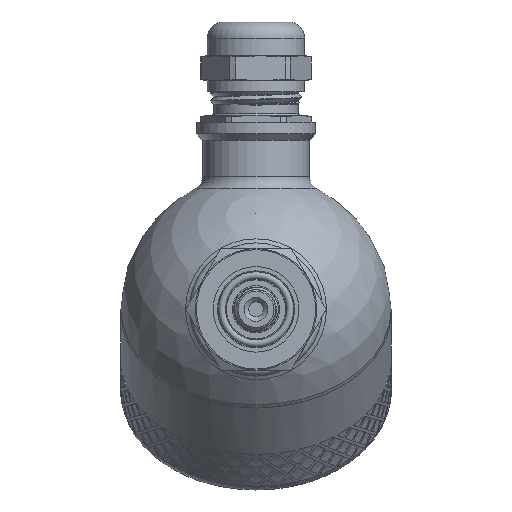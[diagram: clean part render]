
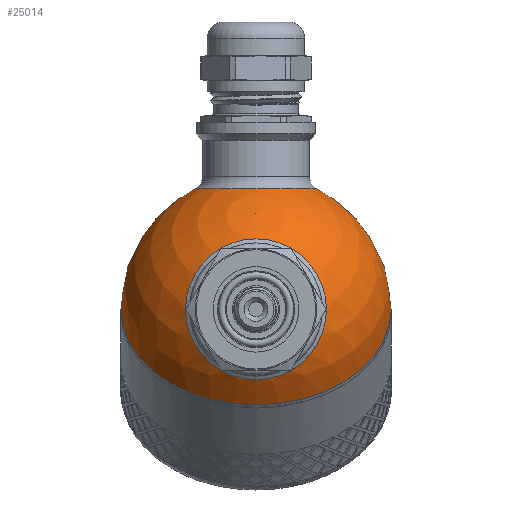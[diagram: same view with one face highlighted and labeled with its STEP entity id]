
A CAD part, left-side view. The second image highlights one B-rep face of the part: STEP entity #25014.
In plain terms, the highlighted spherical face has radius 30 mm.
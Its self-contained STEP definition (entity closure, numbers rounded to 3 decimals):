
#136=SPHERICAL_SURFACE('',#26626,30.);
#1113=FACE_BOUND('',#3735,.T.);
#1114=FACE_BOUND('',#3736,.T.);
#2090=FACE_OUTER_BOUND('',#3734,.T.);
#3734=EDGE_LOOP('',(#18091,#18092,#18093,#18094));
#3735=EDGE_LOOP('',(#18095));
#3736=EDGE_LOOP('',(#18096));
#5260=CIRCLE('',#26549,30.);
#5261=CIRCLE('',#26550,30.);
#5288=CIRCLE('',#26622,13.5);
#5291=CIRCLE('',#26627,30.);
#5292=CIRCLE('',#26628,15.643);
#9738=VERTEX_POINT('',#32902);
#9739=VERTEX_POINT('',#32904);
#10214=VERTEX_POINT('',#38966);
#10216=VERTEX_POINT('',#38973);
#10217=VERTEX_POINT('',#38975);
#12443=EDGE_CURVE('',#9738,#9739,#5260,.T.);
#12444=EDGE_CURVE('',#9739,#9738,#5261,.T.);
#13159=EDGE_CURVE('',#10214,#10214,#5288,.T.);
#13162=EDGE_CURVE('',#9739,#10216,#5291,.T.);
#13163=EDGE_CURVE('',#10217,#10217,#5292,.T.);
#18091=ORIENTED_EDGE('',*,*,#12444,.F.);
#18092=ORIENTED_EDGE('',*,*,#13162,.T.);
#18093=ORIENTED_EDGE('',*,*,#13162,.F.);
#18094=ORIENTED_EDGE('',*,*,#12443,.F.);
#18095=ORIENTED_EDGE('',*,*,#13163,.F.);
#18096=ORIENTED_EDGE('',*,*,#13159,.F.);
#25014=ADVANCED_FACE('',(#2090,#1113,#1114),#136,.T.);
#26549=AXIS2_PLACEMENT_3D('',#32905,#28016,#28017);
#26550=AXIS2_PLACEMENT_3D('',#32906,#28018,#28019);
#26622=AXIS2_PLACEMENT_3D('',#38967,#28414,#28415);
#26626=AXIS2_PLACEMENT_3D('',#38972,#28422,#28423);
#26627=AXIS2_PLACEMENT_3D('',#38974,#28424,#28425);
#26628=AXIS2_PLACEMENT_3D('',#38976,#28426,#28427);
#28016=DIRECTION('center_axis',(1.,0.,0.));
#28017=DIRECTION('ref_axis',(0.,1.,0.));
#28018=DIRECTION('center_axis',(1.,0.,0.));
#28019=DIRECTION('ref_axis',(0.,1.,0.));
#28414=DIRECTION('center_axis',(-0.707,0.,-0.707));
#28415=DIRECTION('ref_axis',(-0.707,0.,0.707));
#28422=DIRECTION('center_axis',(1.,0.,0.));
#28423=DIRECTION('ref_axis',(0.,-1.,0.));
#28424=DIRECTION('center_axis',(0.,0.,1.));
#28425=DIRECTION('ref_axis',(0.,1.,0.));
#28426=DIRECTION('center_axis',(-0.707,0.,0.707));
#28427=DIRECTION('ref_axis',(0.707,0.,0.707));
#32902=CARTESIAN_POINT('',(0.,-30.,0.));
#32904=CARTESIAN_POINT('',(0.,30.,0.));
#32905=CARTESIAN_POINT('Origin',(0.,0.,0.));
#32906=CARTESIAN_POINT('Origin',(0.,0.,0.));
#38966=CARTESIAN_POINT('',(-9.398,0.,-28.49));
#38967=CARTESIAN_POINT('Origin',(-18.944,0.,-18.944));
#38972=CARTESIAN_POINT('Origin',(0.,0.,0.));
#38973=CARTESIAN_POINT('',(-30.,0.,0.));
#38974=CARTESIAN_POINT('Origin',(0.,0.,0.));
#38975=CARTESIAN_POINT('',(-29.162,0.,7.04));
#38976=CARTESIAN_POINT('Origin',(-18.101,0.,18.101));
